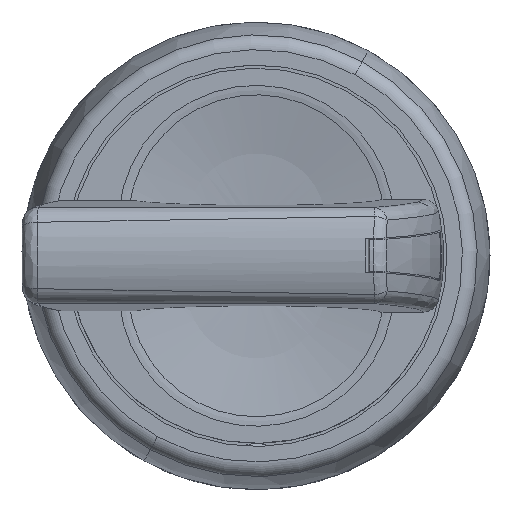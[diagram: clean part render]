
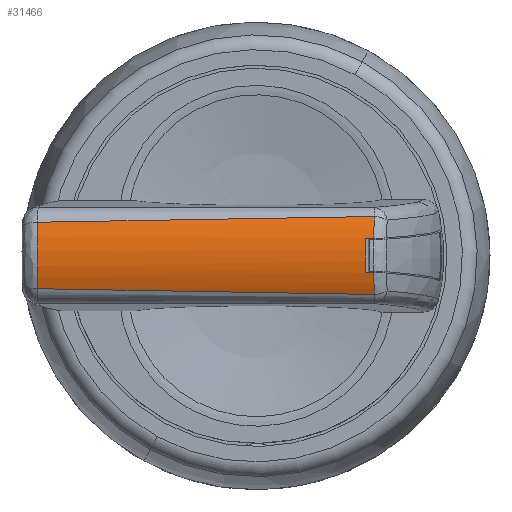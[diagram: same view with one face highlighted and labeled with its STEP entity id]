
A CAD part, top view. The second image highlights one B-rep face of the part: STEP entity #31466.
In plain terms, the highlighted cylindrical face has radius 6 mm (diameter 12 mm), a partial arc.
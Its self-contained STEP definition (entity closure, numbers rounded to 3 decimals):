
#29211=AXIS2_PLACEMENT_3D('Circle Axis2P3D',#29209,#29210,$) ;
#31448=AXIS2_PLACEMENT_3D('Cylinder Axis2P3D',#31445,#31446,#31447) ;
#29206=CARTESIAN_POINT('Vertex',(-1.102,7.,11.898)) ;
#29209=CARTESIAN_POINT('Axis2P3D Location',(0.,7.,6.)) ;
#29213=CARTESIAN_POINT('Vertex',(1.102,7.,11.898)) ;
#30288=CARTESIAN_POINT('Vertex',(2.126,-13.973,11.611)) ;
#30359=CARTESIAN_POINT('Control Point',(-2.126,-13.973,11.611)) ;
#30360=CARTESIAN_POINT('Control Point',(-2.011,-13.975,11.654)) ;
#30361=CARTESIAN_POINT('Control Point',(-1.895,-13.976,11.695)) ;
#30362=CARTESIAN_POINT('Control Point',(-1.777,-13.977,11.733)) ;
#30363=CARTESIAN_POINT('Control Point',(-1.191,-13.982,11.905)) ;
#30364=CARTESIAN_POINT('Control Point',(-0.584,-13.985,12.002)) ;
#30365=CARTESIAN_POINT('Control Point',(-0.094,-13.985,12.029)) ;
#30366=CARTESIAN_POINT('Control Point',(0.656,-13.985,11.995)) ;
#30367=CARTESIAN_POINT('Control Point',(1.388,-13.981,11.846)) ;
#30368=CARTESIAN_POINT('Control Point',(1.639,-13.979,11.781)) ;
#30369=CARTESIAN_POINT('Control Point',(1.885,-13.976,11.702)) ;
#30370=CARTESIAN_POINT('Control Point',(2.126,-13.973,11.611)) ;
#30371=CARTESIAN_POINT('Vertex',(-2.126,-13.973,11.611)) ;
#30768=CARTESIAN_POINT('Vertex',(1.102,7.505,11.898)) ;
#30807=CARTESIAN_POINT('Line Origine',(1.102,9.984,11.898)) ;
#30938=CARTESIAN_POINT('Vertex',(2.493,7.565,11.458)) ;
#30942=CARTESIAN_POINT('Control Point',(2.126,-13.973,11.611)) ;
#30943=CARTESIAN_POINT('Control Point',(2.127,-13.346,11.61)) ;
#30944=CARTESIAN_POINT('Control Point',(2.128,-12.718,11.61)) ;
#30945=CARTESIAN_POINT('Control Point',(2.131,-12.091,11.609)) ;
#30946=CARTESIAN_POINT('Control Point',(2.148,-9.983,11.602)) ;
#30947=CARTESIAN_POINT('Control Point',(2.189,-7.875,11.587)) ;
#30948=CARTESIAN_POINT('Control Point',(2.23,-6.396,11.571)) ;
#30949=CARTESIAN_POINT('Control Point',(2.314,-3.622,11.536)) ;
#30950=CARTESIAN_POINT('Control Point',(2.395,-0.848,11.502)) ;
#30951=CARTESIAN_POINT('Control Point',(2.427,0.446,11.487)) ;
#30952=CARTESIAN_POINT('Control Point',(2.468,2.646,11.469)) ;
#30953=CARTESIAN_POINT('Control Point',(2.487,4.846,11.46)) ;
#30954=CARTESIAN_POINT('Control Point',(2.491,5.752,11.458)) ;
#30955=CARTESIAN_POINT('Control Point',(2.492,6.658,11.458)) ;
#30956=CARTESIAN_POINT('Control Point',(2.493,7.565,11.458)) ;
#31026=CARTESIAN_POINT('Control Point',(1.102,7.505,11.898)) ;
#31027=CARTESIAN_POINT('Control Point',(1.153,7.506,11.888)) ;
#31028=CARTESIAN_POINT('Control Point',(1.204,7.508,11.878)) ;
#31029=CARTESIAN_POINT('Control Point',(1.254,7.509,11.868)) ;
#31030=CARTESIAN_POINT('Control Point',(1.538,7.517,11.805)) ;
#31031=CARTESIAN_POINT('Control Point',(1.818,7.528,11.725)) ;
#31032=CARTESIAN_POINT('Control Point',(2.046,7.538,11.648)) ;
#31033=CARTESIAN_POINT('Control Point',(2.271,7.55,11.559)) ;
#31034=CARTESIAN_POINT('Control Point',(2.493,7.565,11.458)) ;
#31123=CARTESIAN_POINT('Line Origine',(-1.102,9.984,11.898)) ;
#31127=CARTESIAN_POINT('Vertex',(-1.102,7.505,11.898)) ;
#31301=CARTESIAN_POINT('Vertex',(-2.493,7.565,11.458)) ;
#31305=CARTESIAN_POINT('Control Point',(-2.126,-13.973,11.611)) ;
#31306=CARTESIAN_POINT('Control Point',(-2.127,-13.346,11.61)) ;
#31307=CARTESIAN_POINT('Control Point',(-2.128,-12.718,11.61)) ;
#31308=CARTESIAN_POINT('Control Point',(-2.131,-12.091,11.609)) ;
#31309=CARTESIAN_POINT('Control Point',(-2.148,-9.983,11.602)) ;
#31310=CARTESIAN_POINT('Control Point',(-2.189,-7.875,11.587)) ;
#31311=CARTESIAN_POINT('Control Point',(-2.23,-6.396,11.571)) ;
#31312=CARTESIAN_POINT('Control Point',(-2.314,-3.622,11.536)) ;
#31313=CARTESIAN_POINT('Control Point',(-2.395,-0.848,11.502)) ;
#31314=CARTESIAN_POINT('Control Point',(-2.427,0.446,11.487)) ;
#31315=CARTESIAN_POINT('Control Point',(-2.468,2.646,11.469)) ;
#31316=CARTESIAN_POINT('Control Point',(-2.487,4.846,11.46)) ;
#31317=CARTESIAN_POINT('Control Point',(-2.491,5.752,11.458)) ;
#31318=CARTESIAN_POINT('Control Point',(-2.492,6.658,11.458)) ;
#31319=CARTESIAN_POINT('Control Point',(-2.493,7.565,11.458)) ;
#31445=CARTESIAN_POINT('Axis2P3D Location',(0.,0.,6.)) ;
#31451=CARTESIAN_POINT('Control Point',(-1.102,7.505,11.898)) ;
#31452=CARTESIAN_POINT('Control Point',(-1.577,7.517,11.809)) ;
#31453=CARTESIAN_POINT('Control Point',(-2.044,7.536,11.663)) ;
#31454=CARTESIAN_POINT('Control Point',(-2.493,7.565,11.458)) ;
#29210=DIRECTION('Axis2P3D Direction',(0.,1.,0.)) ;
#30808=DIRECTION('Vector Direction',(0.,-1.,0.)) ;
#31124=DIRECTION('Vector Direction',(0.,-1.,0.)) ;
#31446=DIRECTION('Axis2P3D Direction',(0.,-1.,0.)) ;
#31447=DIRECTION('Axis2P3D XDirection',(0.508,0.,0.862)) ;
#30809=VECTOR('Line Direction',#30808,1.) ;
#31125=VECTOR('Line Direction',#31124,1.) ;
#31457=ORIENTED_EDGE('',*,*,#31320,.T.) ;
#31458=ORIENTED_EDGE('',*,*,#30373,.F.) ;
#31459=ORIENTED_EDGE('',*,*,#30957,.F.) ;
#31460=ORIENTED_EDGE('',*,*,#31035,.T.) ;
#31461=ORIENTED_EDGE('',*,*,#30811,.F.) ;
#31462=ORIENTED_EDGE('',*,*,#29215,.F.) ;
#31463=ORIENTED_EDGE('',*,*,#31129,.T.) ;
#31464=ORIENTED_EDGE('',*,*,#31455,.F.) ;
#31466=ADVANCED_FACE('',(#31465),#31449,.T.) ;
#30358=B_SPLINE_CURVE_WITH_KNOTS('',5,(#30359,#30360,#30361,#30362,#30363,#30364,#30365,#30366,#30367,#30368,#30369,#30370),.UNSPECIFIED.,.F.,.U.,(6,3,3,6),(22.078,22.882,26.057,27.74),.UNSPECIFIED.) ;
#30941=B_SPLINE_CURVE_WITH_KNOTS('',5,(#30942,#30943,#30944,#30945,#30946,#30947,#30948,#30949,#30950,#30951,#30952,#30953,#30954,#30955,#30956),.UNSPECIFIED.,.F.,.U.,(6,3,3,3,6),(8.538,13.971,26.794,38.002,45.849),.UNSPECIFIED.) ;
#31025=B_SPLINE_CURVE_WITH_KNOTS('',5,(#31026,#31027,#31028,#31029,#31030,#31031,#31032,#31033,#31034),.UNSPECIFIED.,.F.,.U.,(6,3,6),(10.25,10.597,12.198),.UNSPECIFIED.) ;
#31304=B_SPLINE_CURVE_WITH_KNOTS('',5,(#31305,#31306,#31307,#31308,#31309,#31310,#31311,#31312,#31313,#31314,#31315,#31316,#31317,#31318,#31319),.UNSPECIFIED.,.F.,.U.,(6,3,3,3,6),(8.538,13.971,26.794,38.001,45.849),.UNSPECIFIED.) ;
#31450=B_SPLINE_CURVE_WITH_KNOTS('',3,(#31451,#31452,#31453,#31454),.UNSPECIFIED.,.F.,.U.,(4,4),(8.13,10.077),.UNSPECIFIED.) ;
#29212=CIRCLE('generated circle',#29211,6.) ;
#31449=CYLINDRICAL_SURFACE('generated cylinder',#31448,6.) ;
#29215=EDGE_CURVE('',#29207,#29214,#29212,.T.) ;
#30373=EDGE_CURVE('',#30289,#30372,#30358,.F.) ;
#30811=EDGE_CURVE('',#29214,#30769,#30810,.F.) ;
#30957=EDGE_CURVE('',#30939,#30289,#30941,.F.) ;
#31035=EDGE_CURVE('',#30939,#30769,#31025,.F.) ;
#31129=EDGE_CURVE('',#29207,#31128,#31126,.F.) ;
#31320=EDGE_CURVE('',#31302,#30372,#31304,.F.) ;
#31455=EDGE_CURVE('',#31302,#31128,#31450,.F.) ;
#31456=EDGE_LOOP('',(#31457,#31458,#31459,#31460,#31461,#31462,#31463,#31464)) ;
#31465=FACE_OUTER_BOUND('',#31456,.T.) ;
#30810=LINE('Line',#30807,#30809) ;
#31126=LINE('Line',#31123,#31125) ;
#29207=VERTEX_POINT('',#29206) ;
#29214=VERTEX_POINT('',#29213) ;
#30289=VERTEX_POINT('',#30288) ;
#30372=VERTEX_POINT('',#30371) ;
#30769=VERTEX_POINT('',#30768) ;
#30939=VERTEX_POINT('',#30938) ;
#31128=VERTEX_POINT('',#31127) ;
#31302=VERTEX_POINT('',#31301) ;
